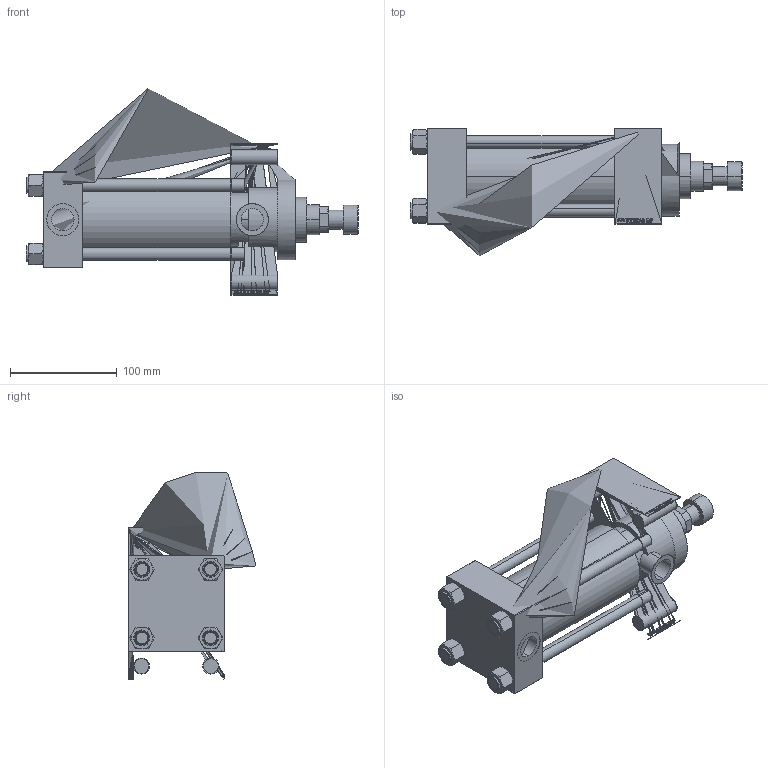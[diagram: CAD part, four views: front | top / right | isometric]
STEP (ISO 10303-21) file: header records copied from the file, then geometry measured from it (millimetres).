
FILE_DESCRIPTION (( 'STEP AP203' ), '1' );
FILE_NAME ('996b.STEP', '2022-04-15T15:29:02', ( '' ), ( '' ), 'SwSTEP 2.0', 'SolidWorks 2019', '' );
FILE_SCHEMA (( 'CONFIG_CONTROL_DESIGN' ));
Length unit declared in the file: millimetre
Products named in the file (7): 996b; V215CR_D_Body e9e057695976a971ae224c7e5dbe97ca; V215CR_ROD_END_F e9e057695976a971ae224c7e5dbe97ca; NUT_M5_D e9e057695976a971ae224c7e5dbe97ca; V215CR_D_TYCINKA e9e057695976a971ae224c7e5dbe97ca; V215_VC_A e9e057695976a971ae224c7e5dbe97ca; V215CR_VCP_D e9e057695976a971ae224c7e5dbe97ca
Assembly tree (12 placements, depth 2):
  996b
    V215CR_D_Body e9e057695976a971ae224c7e5dbe97ca
    V215CR_VCP_D e9e057695976a971ae224c7e5dbe97ca
    NUT_M5_D e9e057695976a971ae224c7e5dbe97ca  x4
    V215CR_D_TYCINKA e9e057695976a971ae224c7e5dbe97ca  x4
    V215_VC_A e9e057695976a971ae224c7e5dbe97ca
    V215CR_ROD_END_F e9e057695976a971ae224c7e5dbe97ca
Bounding box: 311 x 119.63 x 193.82 mm (x, y, z)
Volume: 450485.9 mm3; surface area: 235284.8 mm2
Topology: 11 solids, 12 shells, 1127 faces, 2743 edges, 1783 vertices
Faces by surface type: plane 504, bspline 368, cone 146, cylinder 97, torus 12
Entity records: 47901 total; most frequent: CARTESIAN_POINT 25159, ORIENTED_EDGE 5080, DIRECTION 3316, EDGE_CURVE 2540, VERTEX_POINT 1663, LINE 1516, VECTOR 1516, EDGE_LOOP 1141
